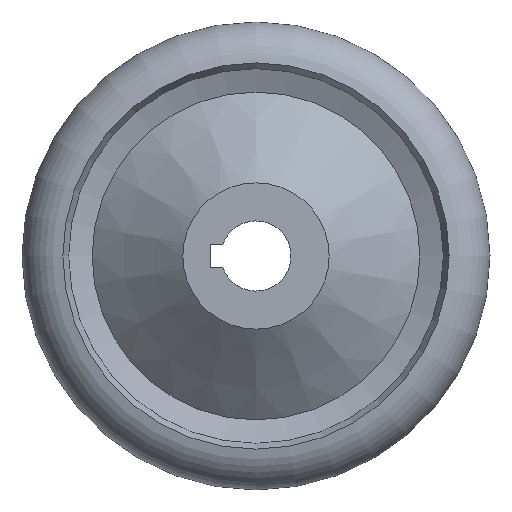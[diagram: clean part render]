
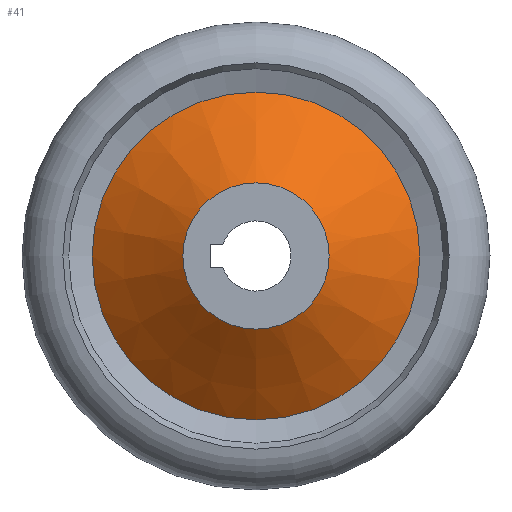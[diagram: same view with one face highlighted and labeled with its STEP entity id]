
A CAD part, left-side view. The second image highlights one B-rep face of the part: STEP entity #41.
In plain terms, the highlighted conical face has half-angle 52.253 degrees and reference radius 28 mm.
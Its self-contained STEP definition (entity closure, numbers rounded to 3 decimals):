
#41 = ADVANCED_FACE( '', ( #90, #91 ), #92, .T. );
#90 = FACE_BOUND( '', #154, .T. );
#91 = FACE_OUTER_BOUND( '', #155, .T. );
#92 = CONICAL_SURFACE( '', #156, 28., 0.912 );
#154 = EDGE_LOOP( '', ( #214 ) );
#155 = EDGE_LOOP( '', ( #215 ) );
#156 = AXIS2_PLACEMENT_3D( '', #216, #217, #218 );
#214 = ORIENTED_EDGE( '', *, *, #314, .F. );
#215 = ORIENTED_EDGE( '', *, *, #316, .T. );
#216 = CARTESIAN_POINT( '', ( 18., 0., 0. ) );
#217 = DIRECTION( '', ( 1., 0., 0. ) );
#218 = DIRECTION( '', ( 0., 0., -1. ) );
#314 = EDGE_CURVE( '', #353, #353, #354, .T. );
#316 = EDGE_CURVE( '', #356, #356, #357, .T. );
#353 = VERTEX_POINT( '', #408 );
#354 = CIRCLE( '', #409, 12.5 );
#356 = VERTEX_POINT( '', #411 );
#357 = CIRCLE( '', #412, 28. );
#408 = CARTESIAN_POINT( '', ( 6., 0., 12.5 ) );
#409 = AXIS2_PLACEMENT_3D( '', #473, #474, #475 );
#411 = CARTESIAN_POINT( '', ( 18., 0., 28. ) );
#412 = AXIS2_PLACEMENT_3D( '', #476, #477, #478 );
#473 = CARTESIAN_POINT( '', ( 6., 0., 0. ) );
#474 = DIRECTION( '', ( -1., 0., 0. ) );
#475 = DIRECTION( '', ( 0., 0., 1. ) );
#476 = CARTESIAN_POINT( '', ( 18., 0., 0. ) );
#477 = DIRECTION( '', ( -1., 0., 0. ) );
#478 = DIRECTION( '', ( 0., 0., 1. ) );
